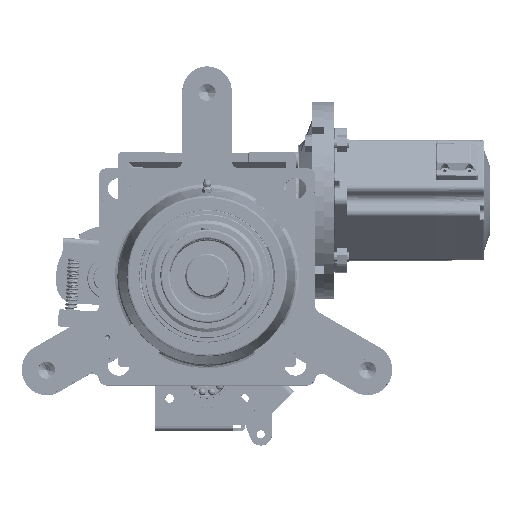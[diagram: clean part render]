
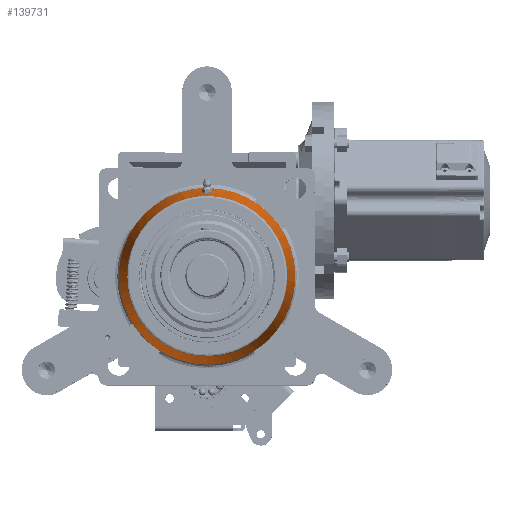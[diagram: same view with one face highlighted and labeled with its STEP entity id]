
A CAD part, top view. The second image highlights one B-rep face of the part: STEP entity #139731.
In plain terms, the highlighted free-form (B-spline) face has degree [2, 1] with [9, 2] control points.
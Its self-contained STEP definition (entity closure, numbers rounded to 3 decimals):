
#139731 = ADVANCED_FACE('',(#139732,#139780),#139831,.T.);
#139732 = FACE_BOUND('',#139733,.T.);
#139733 = EDGE_LOOP('',(#139734,#139746,#139754,#139761,#139771,#139779)
  );
#139734 = ORIENTED_EDGE('',*,*,#139735,.F.);
#139735 = EDGE_CURVE('',#139736,#139738,#139740,.T.);
#139736 = VERTEX_POINT('',#139737);
#139737 = CARTESIAN_POINT('',(0.,68.769,
    1568.152));
#139738 = VERTEX_POINT('',#139739);
#139739 = CARTESIAN_POINT('',(0.,-68.769,
    1568.152));
#139740 = ( BOUNDED_CURVE() B_SPLINE_CURVE(2,(#139741,#139742,#139743,
#139744,#139745),.UNSPECIFIED.,.F.,.F.) B_SPLINE_CURVE_WITH_KNOTS((3,2,3
),(0.,1.571,3.142),.PIECEWISE_BEZIER_KNOTS.) CURVE() 
GEOMETRIC_REPRESENTATION_ITEM() RATIONAL_B_SPLINE_CURVE((1.,
0.707,1.,0.707,1.)) REPRESENTATION_ITEM('') );
#139741 = CARTESIAN_POINT('',(0.,68.769,
    1568.152));
#139742 = CARTESIAN_POINT('',(68.769,68.769,
    1568.152));
#139743 = CARTESIAN_POINT('',(68.769,0.,
    1568.152));
#139744 = CARTESIAN_POINT('',(68.769,-68.769,
    1568.152));
#139745 = CARTESIAN_POINT('',(0.,-68.769,
    1568.152));
#139746 = ORIENTED_EDGE('',*,*,#139747,.F.);
#139747 = EDGE_CURVE('',#139738,#139736,#139748,.T.);
#139748 = ( BOUNDED_CURVE() B_SPLINE_CURVE(2,(#139749,#139750,#139751,
#139752,#139753),.UNSPECIFIED.,.F.,.F.) B_SPLINE_CURVE_WITH_KNOTS((3,2,3
    ),(3.142,4.712,6.283),
.PIECEWISE_BEZIER_KNOTS.) CURVE() GEOMETRIC_REPRESENTATION_ITEM() 
RATIONAL_B_SPLINE_CURVE((1.,0.707,1.,0.707,1.)) 
REPRESENTATION_ITEM('') );
#139749 = CARTESIAN_POINT('',(0.,-68.769,
    1568.152));
#139750 = CARTESIAN_POINT('',(-68.769,-68.769,
    1568.152));
#139751 = CARTESIAN_POINT('',(-68.769,0.,
    1568.152));
#139752 = CARTESIAN_POINT('',(-68.769,68.769,
    1568.152));
#139753 = CARTESIAN_POINT('',(0.,68.769,
    1568.152));
#139754 = ORIENTED_EDGE('',*,*,#139755,.T.);
#139755 = EDGE_CURVE('',#139738,#139756,#139758,.T.);
#139756 = VERTEX_POINT('',#139757);
#139757 = CARTESIAN_POINT('',(0.,-62.441,
    1600.223));
#139758 = B_SPLINE_CURVE_WITH_KNOTS('',1,(#139759,#139760),
  .UNSPECIFIED.,.F.,.F.,(2,2),(0.,34.015),
  .PIECEWISE_BEZIER_KNOTS.);
#139759 = CARTESIAN_POINT('',(0.,-68.769,
    1568.152));
#139760 = CARTESIAN_POINT('',(0.,-62.441,
    1600.223));
#139761 = ORIENTED_EDGE('',*,*,#139762,.T.);
#139762 = EDGE_CURVE('',#139756,#139763,#139765,.T.);
#139763 = VERTEX_POINT('',#139764);
#139764 = CARTESIAN_POINT('',(0.,62.441,
    1600.223));
#139765 = ( BOUNDED_CURVE() B_SPLINE_CURVE(2,(#139766,#139767,#139768,
#139769,#139770),.UNSPECIFIED.,.F.,.F.) B_SPLINE_CURVE_WITH_KNOTS((3,2,3
    ),(3.142,4.712,6.283),
.PIECEWISE_BEZIER_KNOTS.) CURVE() GEOMETRIC_REPRESENTATION_ITEM() 
RATIONAL_B_SPLINE_CURVE((1.,0.707,1.,0.707,1.)) 
REPRESENTATION_ITEM('') );
#139766 = CARTESIAN_POINT('',(0.,-62.441,
    1600.223));
#139767 = CARTESIAN_POINT('',(-62.441,-62.441,
    1600.223));
#139768 = CARTESIAN_POINT('',(-62.441,0.,
    1600.223));
#139769 = CARTESIAN_POINT('',(-62.441,62.441,
    1600.223));
#139770 = CARTESIAN_POINT('',(0.,62.441,
    1600.223));
#139771 = ORIENTED_EDGE('',*,*,#139772,.T.);
#139772 = EDGE_CURVE('',#139763,#139756,#139773,.T.);
#139773 = ( BOUNDED_CURVE() B_SPLINE_CURVE(2,(#139774,#139775,#139776,
#139777,#139778),.UNSPECIFIED.,.F.,.F.) B_SPLINE_CURVE_WITH_KNOTS((3,2,3
),(0.,1.571,3.142),.PIECEWISE_BEZIER_KNOTS.) CURVE() 
GEOMETRIC_REPRESENTATION_ITEM() RATIONAL_B_SPLINE_CURVE((1.,
0.707,1.,0.707,1.)) REPRESENTATION_ITEM('') );
#139774 = CARTESIAN_POINT('',(0.,62.441,
    1600.223));
#139775 = CARTESIAN_POINT('',(62.441,62.441,
    1600.223));
#139776 = CARTESIAN_POINT('',(62.441,0.,
    1600.223));
#139777 = CARTESIAN_POINT('',(62.441,-62.441,
    1600.223));
#139778 = CARTESIAN_POINT('',(0.,-62.441,
    1600.223));
#139779 = ORIENTED_EDGE('',*,*,#139755,.F.);
#139780 = FACE_BOUND('',#139781,.T.);
#139781 = EDGE_LOOP('',(#139782,#139797));
#139782 = ORIENTED_EDGE('',*,*,#139783,.T.);
#139783 = EDGE_CURVE('',#139784,#139786,#139788,.T.);
#139784 = VERTEX_POINT('',#139785);
#139785 = CARTESIAN_POINT('',(-2.311,65.876,
    1582.606));
#139786 = VERTEX_POINT('',#139787);
#139787 = CARTESIAN_POINT('',(0.,66.121,
    1581.574));
#139788 = B_SPLINE_CURVE_WITH_KNOTS('',3,(#139789,#139790,#139791,
    #139792,#139793,#139794,#139795,#139796),.UNSPECIFIED.,.F.,.F.,(4,2,
    2,4),(-1.695,-1.673,-1.553,-1.433
    ),.UNSPECIFIED.);
#139789 = CARTESIAN_POINT('',(-2.311,65.876,
    1582.606));
#139790 = CARTESIAN_POINT('',(-2.265,65.889,
    1582.553));
#139791 = CARTESIAN_POINT('',(-2.217,65.9,
    1582.502));
#139792 = CARTESIAN_POINT('',(-1.896,65.973,
    1582.187));
#139793 = CARTESIAN_POINT('',(-1.552,66.028,
    1581.956));
#139794 = CARTESIAN_POINT('',(-0.796,66.102,
    1581.649));
#139795 = CARTESIAN_POINT('',(-0.385,66.121,
    1581.574));
#139796 = CARTESIAN_POINT('',(0.,66.121,
    1581.574));
#139797 = ORIENTED_EDGE('',*,*,#139798,.T.);
#139798 = EDGE_CURVE('',#139786,#139784,#139799,.T.);
#139799 = B_SPLINE_CURVE_WITH_KNOTS('',3,(#139800,#139801,#139802,
    #139803,#139804,#139805,#139806,#139807,#139808,#139809,#139810,
    #139811,#139812,#139813,#139814,#139815,#139816,#139817,#139818,
    #139819,#139820,#139821,#139822,#139823,#139824,#139825,#139826,
    #139827,#139828,#139829,#139830),.UNSPECIFIED.,.F.,.F.,(4,2,2,2,2,2,
    2,2,2,2,2,2,3,2,4),(-1.433,-1.312,-1.192,
    -1.072,-0.951,-0.83,-0.709,
    -0.592,-0.476,-0.359,-0.242,
    -0.121,0.,0.12,0.219),.UNSPECIFIED.);
#139800 = CARTESIAN_POINT('',(0.,66.121,
    1581.574));
#139801 = CARTESIAN_POINT('',(0.385,66.121,
    1581.574));
#139802 = CARTESIAN_POINT('',(0.796,66.102,
    1581.649));
#139803 = CARTESIAN_POINT('',(1.552,66.028,
    1581.956));
#139804 = CARTESIAN_POINT('',(1.896,65.973,
    1582.187));
#139805 = CARTESIAN_POINT('',(2.439,65.85,
    1582.72));
#139806 = CARTESIAN_POINT('',(2.673,65.774,
    1583.058));
#139807 = CARTESIAN_POINT('',(2.981,65.614,
    1583.8));
#139808 = CARTESIAN_POINT('',(3.055,65.531,
    1584.203));
#139809 = CARTESIAN_POINT('',(3.048,65.381,
    1584.962));
#139810 = CARTESIAN_POINT('',(2.966,65.305,
    1585.367));
#139811 = CARTESIAN_POINT('',(2.64,65.172,
    1586.111));
#139812 = CARTESIAN_POINT('',(2.397,65.115,
    1586.45));
#139813 = CARTESIAN_POINT('',(1.849,65.03,
    1586.972));
#139814 = CARTESIAN_POINT('',(1.511,64.995,
    1587.194));
#139815 = CARTESIAN_POINT('',(0.773,64.95,
    1587.489));
#139816 = CARTESIAN_POINT('',(0.374,64.939,
    1587.561));
#139817 = CARTESIAN_POINT('',(-0.374,64.939,
    1587.561));
#139818 = CARTESIAN_POINT('',(-0.773,64.95,
    1587.489));
#139819 = CARTESIAN_POINT('',(-1.511,64.995,
    1587.194));
#139820 = CARTESIAN_POINT('',(-1.849,65.03,
    1586.972));
#139821 = CARTESIAN_POINT('',(-2.397,65.115,
    1586.45));
#139822 = CARTESIAN_POINT('',(-2.64,65.172,
    1586.111));
#139823 = CARTESIAN_POINT('',(-2.966,65.305,
    1585.367));
#139824 = CARTESIAN_POINT('',(-3.048,65.381,
    1584.962));
#139825 = CARTESIAN_POINT('',(-3.051,65.456,
    1584.581));
#139826 = CARTESIAN_POINT('',(-3.055,65.531,
    1584.203));
#139827 = CARTESIAN_POINT('',(-2.981,65.614,
    1583.8));
#139828 = CARTESIAN_POINT('',(-2.701,65.759,
    1583.126));
#139829 = CARTESIAN_POINT('',(-2.522,65.822,
    1582.844));
#139830 = CARTESIAN_POINT('',(-2.311,65.876,
    1582.606));
#139831 = ( BOUNDED_SURFACE() B_SPLINE_SURFACE(2,1,(
    (#139832,#139833)
    ,(#139834,#139835)
    ,(#139836,#139837)
    ,(#139838,#139839)
    ,(#139840,#139841)
    ,(#139842,#139843)
    ,(#139844,#139845)
    ,(#139846,#139847)
    ,(#139848,#139849
)),.UNSPECIFIED.,.T.,.F.,.F.) B_SPLINE_SURFACE_WITH_KNOTS((3,2,2,2,3),(2
    ,2),(-3.142,-2.094,0.,2.094,3.142)
,(-34.015,0.),.UNSPECIFIED.) GEOMETRIC_REPRESENTATION_ITEM() 
RATIONAL_B_SPLINE_SURFACE((
    (0.75,0.75)
    ,(0.75,0.75)
    ,(1.,1.)
    ,(0.5,0.5)
    ,(1.,1.)
    ,(0.5,0.5)
    ,(1.,1.)
    ,(0.75,0.75)
,(0.75,0.75))) REPRESENTATION_ITEM('') SURFACE() );
#139832 = CARTESIAN_POINT('',(0.,-62.441,
    1600.223));
#139833 = CARTESIAN_POINT('',(0.,-68.769,
    1568.152));
#139834 = CARTESIAN_POINT('',(-36.05,-62.441,
    1600.223));
#139835 = CARTESIAN_POINT('',(-39.704,-68.769,
    1568.152));
#139836 = CARTESIAN_POINT('',(-54.075,-31.22,
    1600.223));
#139837 = CARTESIAN_POINT('',(-59.556,-34.385,
    1568.152));
#139838 = CARTESIAN_POINT('',(-108.15,62.441,
    1600.223));
#139839 = CARTESIAN_POINT('',(-119.112,68.769,
    1568.152));
#139840 = CARTESIAN_POINT('',(0.,62.441,
    1600.223));
#139841 = CARTESIAN_POINT('',(0.,68.769,
    1568.152));
#139842 = CARTESIAN_POINT('',(108.15,62.441,
    1600.223));
#139843 = CARTESIAN_POINT('',(119.112,68.769,
    1568.152));
#139844 = CARTESIAN_POINT('',(54.075,-31.22,
    1600.223));
#139845 = CARTESIAN_POINT('',(59.556,-34.385,
    1568.152));
#139846 = CARTESIAN_POINT('',(36.05,-62.441,
    1600.223));
#139847 = CARTESIAN_POINT('',(39.704,-68.769,
    1568.152));
#139848 = CARTESIAN_POINT('',(0.,-62.441,
    1600.223));
#139849 = CARTESIAN_POINT('',(0.,-68.769,
    1568.152));
